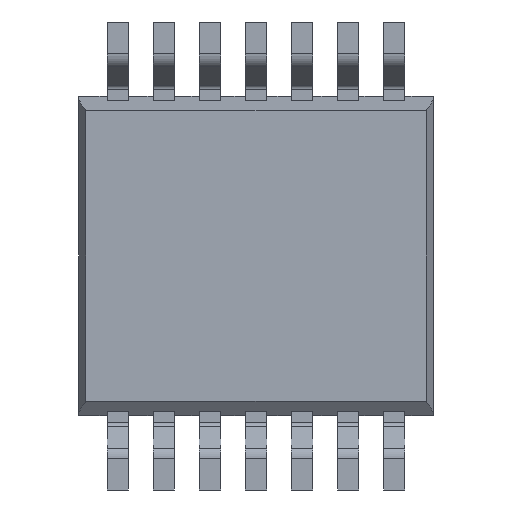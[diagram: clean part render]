
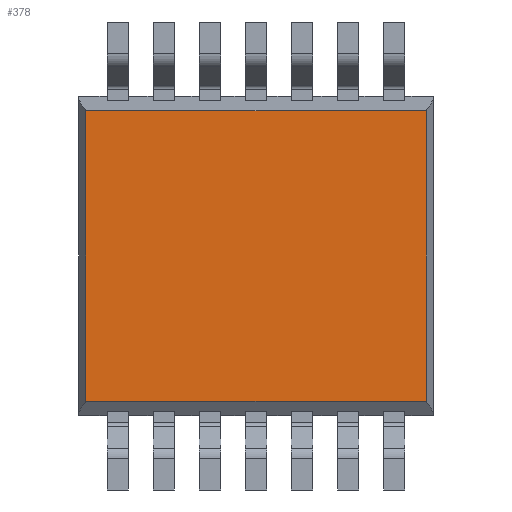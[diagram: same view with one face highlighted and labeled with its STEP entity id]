
A CAD part, front view. The second image highlights one B-rep face of the part: STEP entity #378.
In plain terms, the highlighted planar face has unit normal (0, -1, 0).
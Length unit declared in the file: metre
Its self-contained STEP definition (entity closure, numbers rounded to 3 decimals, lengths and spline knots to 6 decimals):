
#378 = ADVANCED_FACE( '', ( #866 ), #867, .T. );
#866 = FACE_OUTER_BOUND( '', #1463, .T. );
#867 = PLANE( '', #1464 );
#1463 = EDGE_LOOP( '', ( #2593, #2594, #2595, #2596 ) );
#1464 = AXIS2_PLACEMENT_3D( '', #2597, #2598, #2599 );
#2593 = ORIENTED_EDGE( '', *, *, #4106, .F. );
#2594 = ORIENTED_EDGE( '', *, *, #4146, .T. );
#2595 = ORIENTED_EDGE( '', *, *, #3947, .T. );
#2596 = ORIENTED_EDGE( '', *, *, #4065, .T. );
#2597 = CARTESIAN_POINT( '', ( -0.0004, 0.00015, -0.00125 ) );
#2598 = DIRECTION( '', ( 0., -1., 0. ) );
#2599 = DIRECTION( '', ( 0., 0., -1. ) );
#3947 = EDGE_CURVE( '', #4871, #4872, #4873, .T. );
#4065 = EDGE_CURVE( '', #4872, #5062, #5064, .T. );
#4106 = EDGE_CURVE( '', #5124, #5062, #5126, .T. );
#4146 = EDGE_CURVE( '', #5124, #4871, #5184, .T. );
#4871 = VERTEX_POINT( '', #6132 );
#4872 = VERTEX_POINT( '', #6133 );
#4873 = LINE( '', #6134, #6135 );
#5062 = VERTEX_POINT( '', #6404 );
#5064 = LINE( '', #6407, #6408 );
#5124 = VERTEX_POINT( '', #6492 );
#5126 = LINE( '', #6495, #6496 );
#5184 = LINE( '', #6585, #6586 );
#6132 = CARTESIAN_POINT( '', ( -0.0003, 0.00015, -0.00535 ) );
#6133 = CARTESIAN_POINT( '', ( 0.0045, 0.00015, -0.00535 ) );
#6134 = CARTESIAN_POINT( '', ( -0.0004, 0.00015, -0.00535 ) );
#6135 = VECTOR( '', #7388, 1. );
#6404 = CARTESIAN_POINT( '', ( 0.0045, 0.00015, -0.00125 ) );
#6407 = CARTESIAN_POINT( '', ( 0.0045, 0.00015, -0.00125 ) );
#6408 = VECTOR( '', #7518, 1. );
#6492 = CARTESIAN_POINT( '', ( -0.0003, 0.00015, -0.00125 ) );
#6495 = CARTESIAN_POINT( '', ( -0.0004, 0.00015, -0.00125 ) );
#6496 = VECTOR( '', #7556, 1. );
#6585 = CARTESIAN_POINT( '', ( -0.0003, 0.00015, -0.00125 ) );
#6586 = VECTOR( '', #7594, 1. );
#7388 = DIRECTION( '', ( 1., 0., 0. ) );
#7518 = DIRECTION( '', ( 0., 0., 1. ) );
#7556 = DIRECTION( '', ( 1., 0., 0. ) );
#7594 = DIRECTION( '', ( 0., 0., -1. ) );
